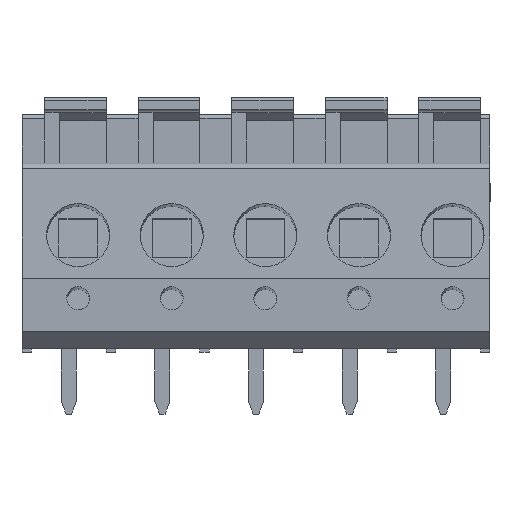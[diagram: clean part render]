
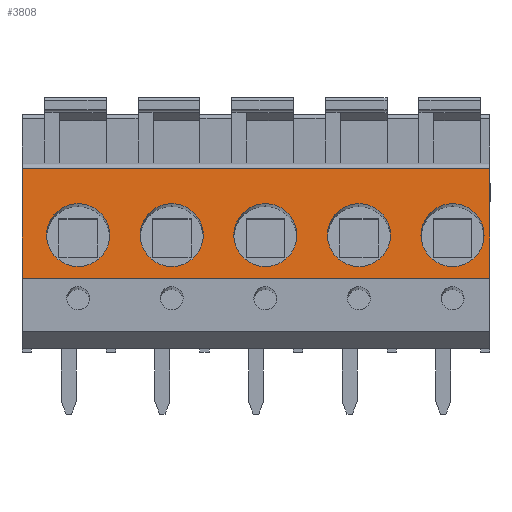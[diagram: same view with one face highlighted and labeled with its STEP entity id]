
A CAD part, front view. The second image highlights one B-rep face of the part: STEP entity #3808.
In plain terms, the highlighted planar face has unit normal (0, -0.997, 0.075).
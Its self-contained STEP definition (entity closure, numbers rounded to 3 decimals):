
#488 = EDGE_CURVE ( 'NONE', #18266, #28023, #16887, .T. ) ;
#592 = CARTESIAN_POINT ( 'NONE',  ( 5.5, -4.903, 4.385 ) ) ;
#747 = CARTESIAN_POINT ( 'NONE',  ( 0.5, -4.776, 6.066 ) ) ;
#837 = ORIENTED_EDGE ( 'NONE', *, *, #16263, .F. ) ;
#916 = ORIENTED_EDGE ( 'NONE', *, *, #6734, .T. ) ;
#1142 = CARTESIAN_POINT ( 'NONE',  ( 12.5, -4.507, 9.623 ) ) ;
#1309 = VERTEX_POINT ( 'NONE', #28905 ) ;
#1698 = VERTEX_POINT ( 'NONE', #13646 ) ;
#1748 = LINE ( 'NONE', #2044, #23556 ) ;
#1797 = CARTESIAN_POINT ( 'NONE',  ( 0.5, -4.649, 7.747 ) ) ;
#2044 = CARTESIAN_POINT ( 'NONE',  ( 12.5, -4.95, 3.76 ) ) ;
#2266 = AXIS2_PLACEMENT_3D ( 'NONE', #26116, #14690, #16986 ) ;
#2338 = VERTEX_POINT ( 'NONE', #21757 ) ;
#2616 = CARTESIAN_POINT ( 'NONE',  ( -12.5, -4.95, 3.76 ) ) ;
#2627 = EDGE_CURVE ( 'NONE', #1698, #15758, #16853, .T. ) ;
#3070 = DIRECTION ( 'NONE',  ( 0., -0.997, 0.075 ) ) ;
#3380 = DIRECTION ( 'NONE',  ( 0., -0.075, -0.997 ) ) ;
#3514 = CARTESIAN_POINT ( 'NONE',  ( 10.5, -4.776, 6.066 ) ) ;
#3677 = CARTESIAN_POINT ( 'NONE',  ( -9.5, -4.776, 6.066 ) ) ;
#3808 = ADVANCED_FACE ( 'NONE', ( #28629, #23931, #21969, #12308, #24395, #7896 ), #22123, .F. ) ;
#3856 = DIRECTION ( 'NONE',  ( 0., -0.075, -0.997 ) ) ;
#4007 = CARTESIAN_POINT ( 'NONE',  ( -9.5, -4.776, 6.066 ) ) ;
#4127 = CARTESIAN_POINT ( 'NONE',  ( -9.5, -4.649, 7.747 ) ) ;
#4271 = EDGE_LOOP ( 'NONE', ( #837, #24858, #916, #16084 ) ) ;
#4554 = CARTESIAN_POINT ( 'NONE',  ( -4.5, -4.649, 7.747 ) ) ;
#4614 = CARTESIAN_POINT ( 'NONE',  ( 5.5, -4.776, 6.066 ) ) ;
#4663 = LINE ( 'NONE', #2616, #10538 ) ;
#4754 = ORIENTED_EDGE ( 'NONE', *, *, #8331, .F. ) ;
#4825 = CARTESIAN_POINT ( 'NONE',  ( 5.5, -4.776, 6.066 ) ) ;
#5340 = VECTOR ( 'NONE', #18909, 1000. ) ;
#6236 = CARTESIAN_POINT ( 'NONE',  ( -12.5, -4.95, 3.76 ) ) ;
#6281 = VERTEX_POINT ( 'NONE', #19730 ) ;
#6399 = DIRECTION ( 'NONE',  ( 0., -0.997, 0.075 ) ) ;
#6734 = EDGE_CURVE ( 'NONE', #25013, #21285, #4663, .T. ) ;
#6747 = DIRECTION ( 'NONE',  ( 0., -0.997, 0.075 ) ) ;
#6748 = ORIENTED_EDGE ( 'NONE', *, *, #20254, .F. ) ;
#7736 = EDGE_LOOP ( 'NONE', ( #19035, #23450 ) ) ;
#7896 = FACE_OUTER_BOUND ( 'NONE', #4271, .T. ) ;
#8001 = ORIENTED_EDGE ( 'NONE', *, *, #15538, .F. ) ;
#8198 = CARTESIAN_POINT ( 'NONE',  ( 12.5, -4.95, 3.76 ) ) ;
#8331 = EDGE_CURVE ( 'NONE', #15758, #1698, #15501, .T. ) ;
#8554 = AXIS2_PLACEMENT_3D ( 'NONE', #8198, #17540, #15387 ) ;
#8634 = AXIS2_PLACEMENT_3D ( 'NONE', #4825, #11399, #23171 ) ;
#9194 = DIRECTION ( 'NONE',  ( 0., -0.997, 0.075 ) ) ;
#10535 = AXIS2_PLACEMENT_3D ( 'NONE', #747, #3070, #28411 ) ;
#10538 = VECTOR ( 'NONE', #11680, 1000. ) ;
#10640 = CIRCLE ( 'NONE', #14537, 1.685 ) ;
#10898 = CARTESIAN_POINT ( 'NONE',  ( 5.5, -4.649, 7.747 ) ) ;
#11080 = DIRECTION ( 'NONE',  ( -1., 0., 0. ) ) ;
#11180 = ORIENTED_EDGE ( 'NONE', *, *, #2627, .F. ) ;
#11248 = ORIENTED_EDGE ( 'NONE', *, *, #488, .F. ) ;
#11399 = DIRECTION ( 'NONE',  ( 0., -0.997, 0.075 ) ) ;
#11520 = VERTEX_POINT ( 'NONE', #4127 ) ;
#11680 = DIRECTION ( 'NONE',  ( 0., -0.075, -0.997 ) ) ;
#11769 = EDGE_CURVE ( 'NONE', #28834, #25013, #22141, .T. ) ;
#11847 = LINE ( 'NONE', #21200, #5340 ) ;
#11949 = CARTESIAN_POINT ( 'NONE',  ( 12.5, -4.95, 3.76 ) ) ;
#12308 = FACE_BOUND ( 'NONE', #13596, .T. ) ;
#13596 = EDGE_LOOP ( 'NONE', ( #6748, #11248 ) ) ;
#13646 = CARTESIAN_POINT ( 'NONE',  ( 10.5, -4.649, 7.747 ) ) ;
#14509 = VERTEX_POINT ( 'NONE', #11949 ) ;
#14537 = AXIS2_PLACEMENT_3D ( 'NONE', #20636, #6747, #22349 ) ;
#14657 = ORIENTED_EDGE ( 'NONE', *, *, #27217, .F. ) ;
#14690 = DIRECTION ( 'NONE',  ( 0., -0.997, 0.075 ) ) ;
#14851 = DIRECTION ( 'NONE',  ( 0., -0.997, 0.075 ) ) ;
#15152 = DIRECTION ( 'NONE',  ( 0., -0.075, -0.997 ) ) ;
#15159 = EDGE_LOOP ( 'NONE', ( #8001, #14657 ) ) ;
#15387 = DIRECTION ( 'NONE',  ( 0., 0.075, 0.997 ) ) ;
#15419 = AXIS2_PLACEMENT_3D ( 'NONE', #23714, #28406, #3380 ) ;
#15501 = CIRCLE ( 'NONE', #2266, 1.685 ) ;
#15538 = EDGE_CURVE ( 'NONE', #6281, #15987, #10640, .T. ) ;
#15758 = VERTEX_POINT ( 'NONE', #24433 ) ;
#15987 = VERTEX_POINT ( 'NONE', #4554 ) ;
#16084 = ORIENTED_EDGE ( 'NONE', *, *, #23547, .F. ) ;
#16093 = CARTESIAN_POINT ( 'NONE',  ( -12.5, -4.507, 9.623 ) ) ;
#16263 = EDGE_CURVE ( 'NONE', #28834, #14509, #1748, .T. ) ;
#16794 = VECTOR ( 'NONE', #11080, 1000. ) ;
#16853 = CIRCLE ( 'NONE', #20751, 1.685 ) ;
#16887 = CIRCLE ( 'NONE', #26637, 1.685 ) ;
#16903 = EDGE_LOOP ( 'NONE', ( #17015, #19013 ) ) ;
#16986 = DIRECTION ( 'NONE',  ( 0., -0.075, -0.997 ) ) ;
#16999 = DIRECTION ( 'NONE',  ( 0., -0.997, 0.075 ) ) ;
#17015 = ORIENTED_EDGE ( 'NONE', *, *, #19291, .F. ) ;
#17421 = CIRCLE ( 'NONE', #8634, 1.685 ) ;
#17518 = CARTESIAN_POINT ( 'NONE',  ( 12.5, -4.507, 9.623 ) ) ;
#17540 = DIRECTION ( 'NONE',  ( 0., 0.997, -0.075 ) ) ;
#18223 = DIRECTION ( 'NONE',  ( 0., -0.997, 0.075 ) ) ;
#18266 = VERTEX_POINT ( 'NONE', #10898 ) ;
#18357 = CIRCLE ( 'NONE', #15419, 1.685 ) ;
#18909 = DIRECTION ( 'NONE',  ( -1., 0., 0. ) ) ;
#19013 = ORIENTED_EDGE ( 'NONE', *, *, #25490, .F. ) ;
#19035 = ORIENTED_EDGE ( 'NONE', *, *, #28189, .F. ) ;
#19103 = AXIS2_PLACEMENT_3D ( 'NONE', #19988, #6399, #22592 ) ;
#19291 = EDGE_CURVE ( 'NONE', #1309, #24366, #21258, .T. ) ;
#19730 = CARTESIAN_POINT ( 'NONE',  ( -4.5, -4.903, 4.385 ) ) ;
#19988 = CARTESIAN_POINT ( 'NONE',  ( 0.5, -4.776, 6.066 ) ) ;
#20254 = EDGE_CURVE ( 'NONE', #28023, #18266, #17421, .T. ) ;
#20636 = CARTESIAN_POINT ( 'NONE',  ( -4.5, -4.776, 6.066 ) ) ;
#20751 = AXIS2_PLACEMENT_3D ( 'NONE', #3514, #16999, #26133 ) ;
#21200 = CARTESIAN_POINT ( 'NONE',  ( 12.5, -4.95, 3.76 ) ) ;
#21258 = CIRCLE ( 'NONE', #10535, 1.685 ) ;
#21285 = VERTEX_POINT ( 'NONE', #6236 ) ;
#21361 = AXIS2_PLACEMENT_3D ( 'NONE', #3677, #14851, #15152 ) ;
#21558 = CIRCLE ( 'NONE', #19103, 1.685 ) ;
#21757 = CARTESIAN_POINT ( 'NONE',  ( -9.5, -4.903, 4.385 ) ) ;
#21969 = FACE_BOUND ( 'NONE', #7736, .T. ) ;
#22123 = PLANE ( 'NONE',  #8554 ) ;
#22141 = LINE ( 'NONE', #1142, #16794 ) ;
#22196 = EDGE_CURVE ( 'NONE', #11520, #2338, #29129, .T. ) ;
#22349 = DIRECTION ( 'NONE',  ( 0., -0.075, -0.997 ) ) ;
#22592 = DIRECTION ( 'NONE',  ( 0., -0.075, -0.997 ) ) ;
#22821 = CIRCLE ( 'NONE', #28618, 1.685 ) ;
#23171 = DIRECTION ( 'NONE',  ( 0., -0.075, -0.997 ) ) ;
#23450 = ORIENTED_EDGE ( 'NONE', *, *, #22196, .F. ) ;
#23547 = EDGE_CURVE ( 'NONE', #14509, #21285, #11847, .T. ) ;
#23556 = VECTOR ( 'NONE', #25444, 1000. ) ;
#23714 = CARTESIAN_POINT ( 'NONE',  ( -4.5, -4.776, 6.066 ) ) ;
#23931 = FACE_BOUND ( 'NONE', #16903, .T. ) ;
#24366 = VERTEX_POINT ( 'NONE', #1797 ) ;
#24395 = FACE_BOUND ( 'NONE', #25337, .T. ) ;
#24433 = CARTESIAN_POINT ( 'NONE',  ( 10.5, -4.903, 4.385 ) ) ;
#24858 = ORIENTED_EDGE ( 'NONE', *, *, #11769, .T. ) ;
#25013 = VERTEX_POINT ( 'NONE', #16093 ) ;
#25337 = EDGE_LOOP ( 'NONE', ( #4754, #11180 ) ) ;
#25444 = DIRECTION ( 'NONE',  ( 0., -0.075, -0.997 ) ) ;
#25490 = EDGE_CURVE ( 'NONE', #24366, #1309, #21558, .T. ) ;
#26116 = CARTESIAN_POINT ( 'NONE',  ( 10.5, -4.776, 6.066 ) ) ;
#26133 = DIRECTION ( 'NONE',  ( 0., -0.075, -0.997 ) ) ;
#26637 = AXIS2_PLACEMENT_3D ( 'NONE', #4614, #9194, #27833 ) ;
#27217 = EDGE_CURVE ( 'NONE', #15987, #6281, #18357, .T. ) ;
#27833 = DIRECTION ( 'NONE',  ( 0., -0.075, -0.997 ) ) ;
#28023 = VERTEX_POINT ( 'NONE', #592 ) ;
#28189 = EDGE_CURVE ( 'NONE', #2338, #11520, #22821, .T. ) ;
#28406 = DIRECTION ( 'NONE',  ( 0., -0.997, 0.075 ) ) ;
#28411 = DIRECTION ( 'NONE',  ( 0., -0.075, -0.997 ) ) ;
#28618 = AXIS2_PLACEMENT_3D ( 'NONE', #4007, #18223, #3856 ) ;
#28629 = FACE_BOUND ( 'NONE', #15159, .T. ) ;
#28834 = VERTEX_POINT ( 'NONE', #17518 ) ;
#28905 = CARTESIAN_POINT ( 'NONE',  ( 0.5, -4.903, 4.385 ) ) ;
#29129 = CIRCLE ( 'NONE', #21361, 1.685 ) ;
